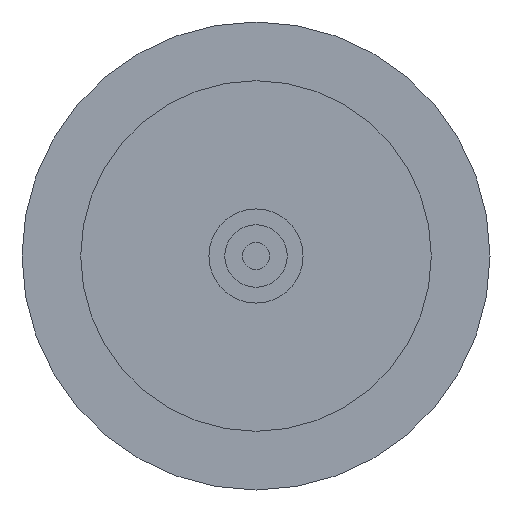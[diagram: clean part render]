
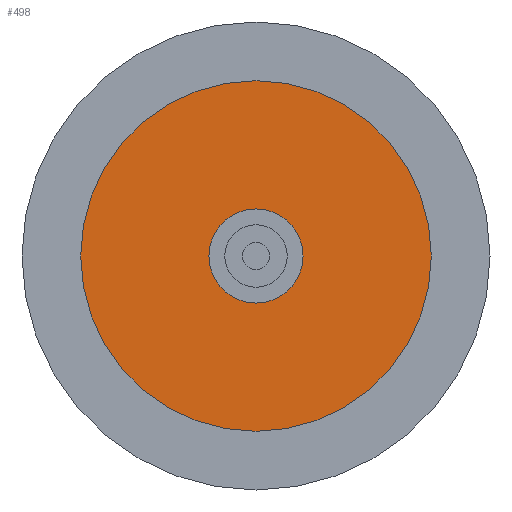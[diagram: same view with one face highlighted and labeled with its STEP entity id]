
A CAD part, front view. The second image highlights one B-rep face of the part: STEP entity #498.
In plain terms, the highlighted planar face has unit normal (0, -1, 0).
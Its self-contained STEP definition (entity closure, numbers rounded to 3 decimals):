
#40=FACE_BOUND('',#109,.T.);
#48=PLANE('',#592);
#75=FACE_OUTER_BOUND('',#108,.T.);
#108=EDGE_LOOP('',(#363,#364));
#109=EDGE_LOOP('',(#365));
#188=CIRCLE('',#582,5.53);
#195=CIRCLE('',#593,20.6);
#196=CIRCLE('',#594,20.6);
#225=VERTEX_POINT('',#827);
#232=VERTEX_POINT('',#848);
#233=VERTEX_POINT('',#849);
#275=EDGE_CURVE('',#225,#225,#188,.T.);
#284=EDGE_CURVE('',#232,#233,#195,.T.);
#285=EDGE_CURVE('',#233,#232,#196,.T.);
#363=ORIENTED_EDGE('',*,*,#284,.F.);
#364=ORIENTED_EDGE('',*,*,#285,.F.);
#365=ORIENTED_EDGE('',*,*,#275,.T.);
#498=ADVANCED_FACE('',(#75,#40),#48,.T.);
#582=AXIS2_PLACEMENT_3D('',#829,#661,#662);
#592=AXIS2_PLACEMENT_3D('',#847,#683,#684);
#593=AXIS2_PLACEMENT_3D('',#850,#685,#686);
#594=AXIS2_PLACEMENT_3D('',#851,#687,#688);
#661=DIRECTION('center_axis',(0.,1.,0.));
#662=DIRECTION('ref_axis',(-1.,0.,0.));
#683=DIRECTION('center_axis',(0.,-1.,0.));
#684=DIRECTION('ref_axis',(0.,0.,-1.));
#685=DIRECTION('center_axis',(0.,1.,0.));
#686=DIRECTION('ref_axis',(1.,0.,0.));
#687=DIRECTION('center_axis',(0.,1.,0.));
#688=DIRECTION('ref_axis',(1.,0.,0.));
#827=CARTESIAN_POINT('',(5.53,2.5,0.));
#829=CARTESIAN_POINT('Origin',(0.,2.5,0.));
#847=CARTESIAN_POINT('Origin',(-20.6,2.5,0.));
#848=CARTESIAN_POINT('',(-20.6,2.5,0.));
#849=CARTESIAN_POINT('',(20.6,2.5,0.));
#850=CARTESIAN_POINT('Origin',(0.,2.5,0.));
#851=CARTESIAN_POINT('Origin',(0.,2.5,0.));
